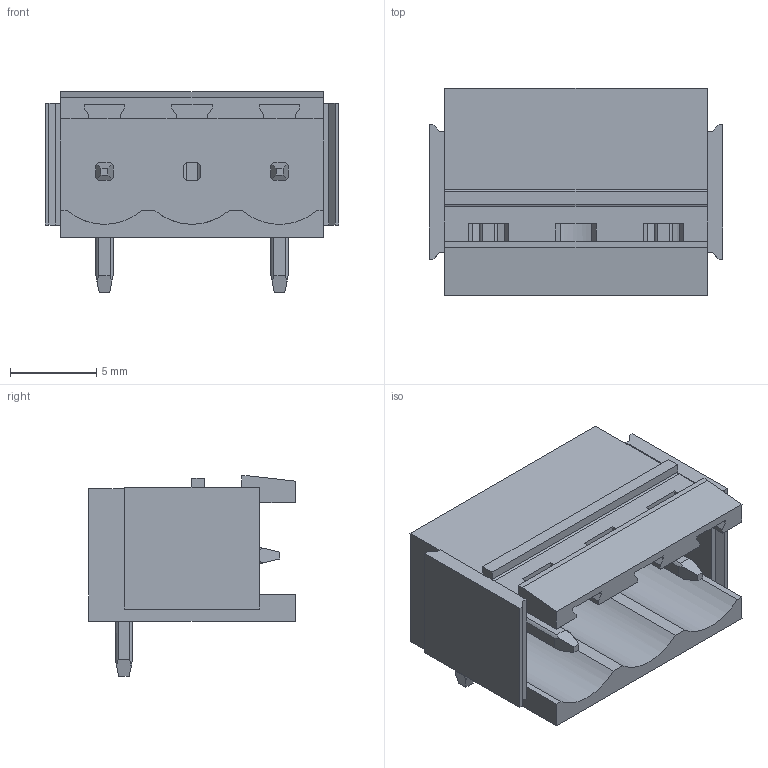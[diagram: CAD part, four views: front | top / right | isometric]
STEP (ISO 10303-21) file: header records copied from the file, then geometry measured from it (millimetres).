
FILE_DESCRIPTION(('CATIA V5 STEP Exchange','CAx-IF Rec.Pracs.--- Model Styling and Organization---1.4--- 2014-01-23'),'2;1');
FILE_NAME ('1284188-2_0', '2021-05-17T07:47:21+00:00', ('none'), ('Weidmueller'), 'CATIA Version 5-6 Release 2016 SP3 HF44', 'CATIA V5 STEP AP214', 'none');
FILE_SCHEMA(('AUTOMOTIVE_DESIGN { 1 0 10303 214 1 1 1 1 }'));
Length unit declared in the file: millimetre
Products named in the file (1): 2766940000
Bounding box: 17 x 12 x 11.63 mm (x, y, z)
Volume: 771.4 mm3; surface area: 1380.1 mm2
Topology: 3 solids, 3 shells, 167 faces, 463 edges, 296 vertices
Faces by surface type: plane 122, cylinder 45
Entity records: 5289 total; most frequent: CARTESIAN_POINT 1084, ORIENTED_EDGE 926, DIRECTION 661, EDGE_CURVE 463, VECTOR 373, LINE 373, VERTEX_POINT 296, EDGE_LOOP 173
